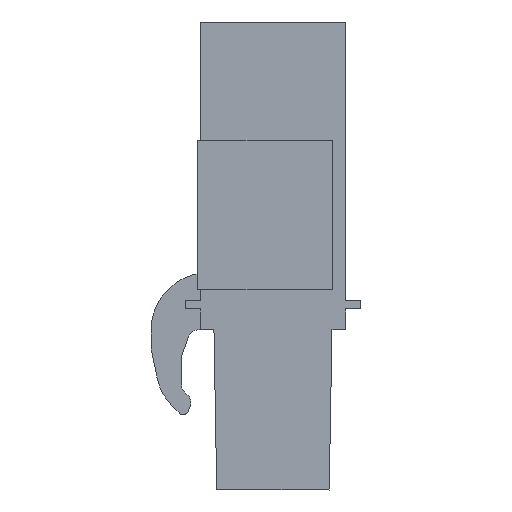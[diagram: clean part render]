
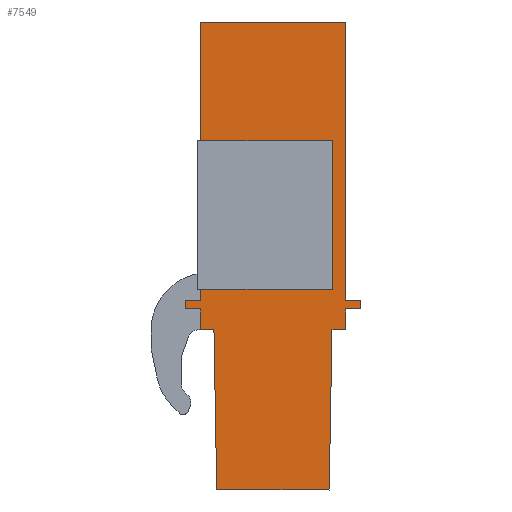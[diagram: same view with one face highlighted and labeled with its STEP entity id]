
A CAD part, left-side view. The second image highlights one B-rep face of the part: STEP entity #7549.
In plain terms, the highlighted planar face has unit normal (-1, 0, 0).
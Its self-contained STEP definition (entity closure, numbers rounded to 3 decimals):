
#7466=AXIS2_PLACEMENT_3D('Plane Axis2P3D',#7463,#7464,#7465) ;
#56=CARTESIAN_POINT('Vertex',(1.,0.8,24.55)) ;
#59=CARTESIAN_POINT('Line Origine',(1.,0.8,17.25)) ;
#63=CARTESIAN_POINT('Vertex',(1.,0.8,9.95)) ;
#6851=CARTESIAN_POINT('Vertex',(1.,1.66,0.)) ;
#6854=CARTESIAN_POINT('Line Origine',(1.,4.61,0.)) ;
#6858=CARTESIAN_POINT('Vertex',(1.,7.56,0.)) ;
#6922=CARTESIAN_POINT('Line Origine',(1.,7.633,4.2)) ;
#6926=CARTESIAN_POINT('Vertex',(1.,7.707,8.4)) ;
#6946=CARTESIAN_POINT('Line Origine',(1.,8.063,8.4)) ;
#6950=CARTESIAN_POINT('Vertex',(1.,8.42,8.4)) ;
#7034=CARTESIAN_POINT('Line Origine',(1.,8.42,8.95)) ;
#7038=CARTESIAN_POINT('Vertex',(1.,8.42,9.5)) ;
#7110=CARTESIAN_POINT('Line Origine',(1.,8.82,9.5)) ;
#7114=CARTESIAN_POINT('Vertex',(1.,9.22,9.5)) ;
#7186=CARTESIAN_POINT('Line Origine',(1.,9.22,9.725)) ;
#7190=CARTESIAN_POINT('Vertex',(1.,9.22,9.95)) ;
#7261=CARTESIAN_POINT('Vertex',(1.,0.,9.5)) ;
#7264=CARTESIAN_POINT('Line Origine',(1.,0.4,9.5)) ;
#7268=CARTESIAN_POINT('Vertex',(1.,0.8,9.5)) ;
#7283=CARTESIAN_POINT('Line Origine',(1.,0.8,8.95)) ;
#7287=CARTESIAN_POINT('Vertex',(1.,0.8,8.4)) ;
#7302=CARTESIAN_POINT('Line Origine',(1.,1.157,8.4)) ;
#7306=CARTESIAN_POINT('Vertex',(1.,1.513,8.4)) ;
#7326=CARTESIAN_POINT('Line Origine',(1.,1.587,4.2)) ;
#7463=CARTESIAN_POINT('Axis2P3D Location',(1.,0.,0.)) ;
#7468=CARTESIAN_POINT('Line Origine',(1.,8.42,10.488)) ;
#7472=CARTESIAN_POINT('Vertex',(1.,8.42,11.025)) ;
#7474=CARTESIAN_POINT('Vertex',(1.,8.42,9.95)) ;
#7477=CARTESIAN_POINT('Line Origine',(1.,8.82,9.95)) ;
#7482=CARTESIAN_POINT('Line Origine',(1.,0.,9.725)) ;
#7486=CARTESIAN_POINT('Vertex',(1.,0.,9.95)) ;
#7489=CARTESIAN_POINT('Line Origine',(1.,0.4,9.95)) ;
#7494=CARTESIAN_POINT('Line Origine',(1.,4.61,24.55)) ;
#7498=CARTESIAN_POINT('Vertex',(1.,8.42,24.55)) ;
#7501=CARTESIAN_POINT('Line Origine',(1.,8.42,21.188)) ;
#7505=CARTESIAN_POINT('Vertex',(1.,8.42,17.825)) ;
#7508=CARTESIAN_POINT('Line Origine',(1.,4.96,17.825)) ;
#7512=CARTESIAN_POINT('Vertex',(1.,1.5,17.825)) ;
#7515=CARTESIAN_POINT('Line Origine',(1.,1.5,14.425)) ;
#7519=CARTESIAN_POINT('Vertex',(1.,1.5,11.025)) ;
#7522=CARTESIAN_POINT('Line Origine',(1.,4.96,11.025)) ;
#60=DIRECTION('Vector Direction',(0.,0.,-1.)) ;
#6855=DIRECTION('Vector Direction',(0.,1.,0.)) ;
#6923=DIRECTION('Vector Direction',(0.,0.017,1.)) ;
#6947=DIRECTION('Vector Direction',(0.,1.,0.)) ;
#7035=DIRECTION('Vector Direction',(0.,0.,1.)) ;
#7111=DIRECTION('Vector Direction',(0.,1.,0.)) ;
#7187=DIRECTION('Vector Direction',(0.,0.,1.)) ;
#7265=DIRECTION('Vector Direction',(0.,1.,0.)) ;
#7284=DIRECTION('Vector Direction',(0.,0.,-1.)) ;
#7303=DIRECTION('Vector Direction',(0.,1.,0.)) ;
#7327=DIRECTION('Vector Direction',(0.,0.017,-1.)) ;
#7464=DIRECTION('Axis2P3D Direction',(-1.,0.,0.)) ;
#7465=DIRECTION('Axis2P3D XDirection',(0.,0.,1.)) ;
#7469=DIRECTION('Vector Direction',(0.,0.,1.)) ;
#7478=DIRECTION('Vector Direction',(0.,-1.,0.)) ;
#7483=DIRECTION('Vector Direction',(0.,0.,-1.)) ;
#7490=DIRECTION('Vector Direction',(0.,-1.,0.)) ;
#7495=DIRECTION('Vector Direction',(0.,-1.,0.)) ;
#7502=DIRECTION('Vector Direction',(0.,0.,1.)) ;
#7509=DIRECTION('Vector Direction',(0.,1.,0.)) ;
#7516=DIRECTION('Vector Direction',(0.,0.,-1.)) ;
#7523=DIRECTION('Vector Direction',(0.,1.,0.)) ;
#61=VECTOR('Line Direction',#60,1.) ;
#6856=VECTOR('Line Direction',#6855,1.) ;
#6924=VECTOR('Line Direction',#6923,1.) ;
#6948=VECTOR('Line Direction',#6947,1.) ;
#7036=VECTOR('Line Direction',#7035,1.) ;
#7112=VECTOR('Line Direction',#7111,1.) ;
#7188=VECTOR('Line Direction',#7187,1.) ;
#7266=VECTOR('Line Direction',#7265,1.) ;
#7285=VECTOR('Line Direction',#7284,1.) ;
#7304=VECTOR('Line Direction',#7303,1.) ;
#7328=VECTOR('Line Direction',#7327,1.) ;
#7470=VECTOR('Line Direction',#7469,1.) ;
#7479=VECTOR('Line Direction',#7478,1.) ;
#7484=VECTOR('Line Direction',#7483,1.) ;
#7491=VECTOR('Line Direction',#7490,1.) ;
#7496=VECTOR('Line Direction',#7495,1.) ;
#7503=VECTOR('Line Direction',#7502,1.) ;
#7510=VECTOR('Line Direction',#7509,1.) ;
#7517=VECTOR('Line Direction',#7516,1.) ;
#7524=VECTOR('Line Direction',#7523,1.) ;
#7528=ORIENTED_EDGE('',*,*,#7476,.T.) ;
#7529=ORIENTED_EDGE('',*,*,#7481,.T.) ;
#7530=ORIENTED_EDGE('',*,*,#7192,.T.) ;
#7531=ORIENTED_EDGE('',*,*,#7116,.T.) ;
#7532=ORIENTED_EDGE('',*,*,#7040,.T.) ;
#7533=ORIENTED_EDGE('',*,*,#6952,.T.) ;
#7534=ORIENTED_EDGE('',*,*,#6928,.T.) ;
#7535=ORIENTED_EDGE('',*,*,#6860,.T.) ;
#7536=ORIENTED_EDGE('',*,*,#7330,.T.) ;
#7537=ORIENTED_EDGE('',*,*,#7308,.T.) ;
#7538=ORIENTED_EDGE('',*,*,#7289,.T.) ;
#7539=ORIENTED_EDGE('',*,*,#7270,.T.) ;
#7540=ORIENTED_EDGE('',*,*,#7488,.T.) ;
#7541=ORIENTED_EDGE('',*,*,#7493,.T.) ;
#7542=ORIENTED_EDGE('',*,*,#65,.T.) ;
#7543=ORIENTED_EDGE('',*,*,#7500,.T.) ;
#7544=ORIENTED_EDGE('',*,*,#7507,.T.) ;
#7545=ORIENTED_EDGE('',*,*,#7514,.F.) ;
#7546=ORIENTED_EDGE('',*,*,#7521,.F.) ;
#7547=ORIENTED_EDGE('',*,*,#7526,.T.) ;
#7549=ADVANCED_FACE('_BLC 5.08/11BR OR 1649460000',(#7548),#7467,.T.) ;
#65=EDGE_CURVE('',#64,#57,#62,.F.) ;
#6860=EDGE_CURVE('',#6859,#6852,#6857,.F.) ;
#6928=EDGE_CURVE('',#6927,#6859,#6925,.F.) ;
#6952=EDGE_CURVE('',#6951,#6927,#6949,.F.) ;
#7040=EDGE_CURVE('',#7039,#6951,#7037,.F.) ;
#7116=EDGE_CURVE('',#7115,#7039,#7113,.F.) ;
#7192=EDGE_CURVE('',#7191,#7115,#7189,.F.) ;
#7270=EDGE_CURVE('',#7269,#7262,#7267,.F.) ;
#7289=EDGE_CURVE('',#7288,#7269,#7286,.F.) ;
#7308=EDGE_CURVE('',#7307,#7288,#7305,.F.) ;
#7330=EDGE_CURVE('',#6852,#7307,#7329,.F.) ;
#7476=EDGE_CURVE('',#7473,#7475,#7471,.F.) ;
#7481=EDGE_CURVE('',#7475,#7191,#7480,.F.) ;
#7488=EDGE_CURVE('',#7262,#7487,#7485,.F.) ;
#7493=EDGE_CURVE('',#7487,#64,#7492,.F.) ;
#7500=EDGE_CURVE('',#57,#7499,#7497,.F.) ;
#7507=EDGE_CURVE('',#7499,#7506,#7504,.F.) ;
#7514=EDGE_CURVE('',#7513,#7506,#7511,.T.) ;
#7521=EDGE_CURVE('',#7520,#7513,#7518,.F.) ;
#7526=EDGE_CURVE('',#7520,#7473,#7525,.T.) ;
#7527=EDGE_LOOP('',(#7528,#7529,#7530,#7531,#7532,#7533,#7534,#7535,#7536,#7537,#7538,#7539,#7540,#7541,#7542,#7543,#7544,#7545,#7546,#7547)) ;
#7548=FACE_OUTER_BOUND('',#7527,.T.) ;
#62=LINE('Line',#59,#61) ;
#6857=LINE('Line',#6854,#6856) ;
#6925=LINE('Line',#6922,#6924) ;
#6949=LINE('Line',#6946,#6948) ;
#7037=LINE('Line',#7034,#7036) ;
#7113=LINE('Line',#7110,#7112) ;
#7189=LINE('Line',#7186,#7188) ;
#7267=LINE('Line',#7264,#7266) ;
#7286=LINE('Line',#7283,#7285) ;
#7305=LINE('Line',#7302,#7304) ;
#7329=LINE('Line',#7326,#7328) ;
#7471=LINE('Line',#7468,#7470) ;
#7480=LINE('Line',#7477,#7479) ;
#7485=LINE('Line',#7482,#7484) ;
#7492=LINE('Line',#7489,#7491) ;
#7497=LINE('Line',#7494,#7496) ;
#7504=LINE('Line',#7501,#7503) ;
#7511=LINE('Line',#7508,#7510) ;
#7518=LINE('Line',#7515,#7517) ;
#7525=LINE('Line',#7522,#7524) ;
#7467=PLANE('',#7466) ;
#57=VERTEX_POINT('',#56) ;
#64=VERTEX_POINT('',#63) ;
#6852=VERTEX_POINT('',#6851) ;
#6859=VERTEX_POINT('',#6858) ;
#6927=VERTEX_POINT('',#6926) ;
#6951=VERTEX_POINT('',#6950) ;
#7039=VERTEX_POINT('',#7038) ;
#7115=VERTEX_POINT('',#7114) ;
#7191=VERTEX_POINT('',#7190) ;
#7262=VERTEX_POINT('',#7261) ;
#7269=VERTEX_POINT('',#7268) ;
#7288=VERTEX_POINT('',#7287) ;
#7307=VERTEX_POINT('',#7306) ;
#7473=VERTEX_POINT('',#7472) ;
#7475=VERTEX_POINT('',#7474) ;
#7487=VERTEX_POINT('',#7486) ;
#7499=VERTEX_POINT('',#7498) ;
#7506=VERTEX_POINT('',#7505) ;
#7513=VERTEX_POINT('',#7512) ;
#7520=VERTEX_POINT('',#7519) ;
